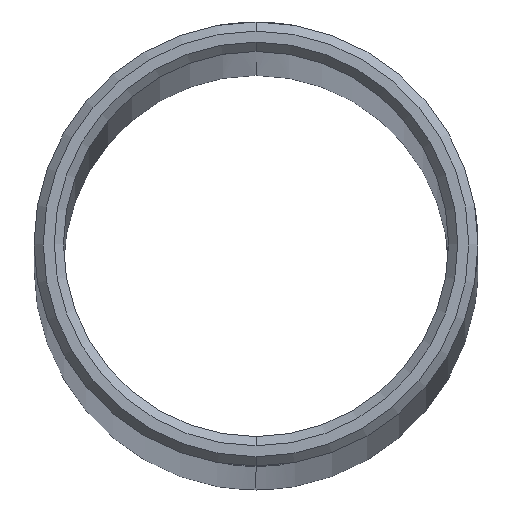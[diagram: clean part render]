
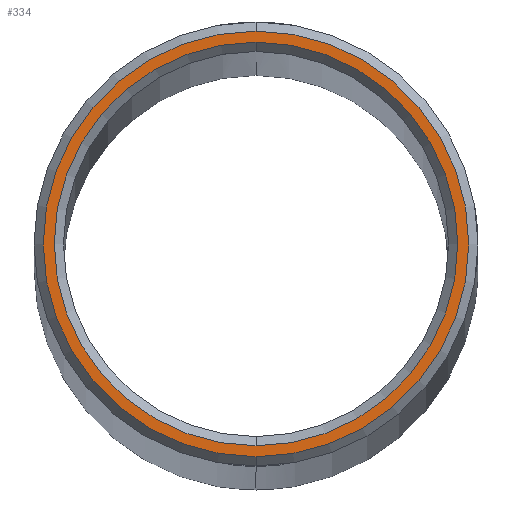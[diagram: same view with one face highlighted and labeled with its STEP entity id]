
A CAD part, top view. The second image highlights one B-rep face of the part: STEP entity #334.
In plain terms, the highlighted planar face has unit normal (0, 0, 1).
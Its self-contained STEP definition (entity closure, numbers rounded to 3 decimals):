
#22 = AXIS2_PLACEMENT_3D ( 'NONE', #1260, #543, #1375 ) ;
#62 = CIRCLE ( 'NONE', #938, 21.95 ) ;
#67 = EDGE_LOOP ( 'NONE', ( #162, #280 ) ) ;
#79 = CARTESIAN_POINT ( 'NONE',  ( 0., 0., 0. ) ) ;
#130 = ORIENTED_EDGE ( 'NONE', *, *, #435, .T. ) ;
#143 = VERTEX_POINT ( 'NONE', #392 ) ;
#148 = DIRECTION ( 'NONE',  ( 0., 0., -1. ) ) ;
#150 = PLANE ( 'NONE',  #882 ) ;
#162 = ORIENTED_EDGE ( 'NONE', *, *, #182, .T. ) ;
#177 = DIRECTION ( 'NONE',  ( 1., 0., 0. ) ) ;
#182 = EDGE_CURVE ( 'NONE', #811, #706, #1002, .T. ) ;
#196 = CARTESIAN_POINT ( 'NONE',  ( 0., 0., 0. ) ) ;
#203 = ORIENTED_EDGE ( 'NONE', *, *, #415, .T. ) ;
#280 = ORIENTED_EDGE ( 'NONE', *, *, #411, .T. ) ;
#334 = ADVANCED_FACE ( 'NONE', ( #1211, #568 ), #150, .T. ) ;
#384 = CARTESIAN_POINT ( 'NONE',  ( 0., 21.95, 0. ) ) ;
#392 = CARTESIAN_POINT ( 'NONE',  ( 0., 23.15, 0. ) ) ;
#411 = EDGE_CURVE ( 'NONE', #706, #811, #62, .T. ) ;
#413 = DIRECTION ( 'NONE',  ( 0., 0., 1. ) ) ;
#415 = EDGE_CURVE ( 'NONE', #1367, #143, #530, .T. ) ;
#435 = EDGE_CURVE ( 'NONE', #143, #1367, #499, .T. ) ;
#468 = AXIS2_PLACEMENT_3D ( 'NONE', #79, #770, #177 ) ;
#499 = CIRCLE ( 'NONE', #22, 23.15 ) ;
#530 = CIRCLE ( 'NONE', #468, 23.15 ) ;
#543 = DIRECTION ( 'NONE',  ( 0., 0., 1. ) ) ;
#568 = FACE_BOUND ( 'NONE', #67, .T. ) ;
#706 = VERTEX_POINT ( 'NONE', #384 ) ;
#770 = DIRECTION ( 'NONE',  ( 0., 0., 1. ) ) ;
#811 = VERTEX_POINT ( 'NONE', #868 ) ;
#868 = CARTESIAN_POINT ( 'NONE',  ( 0., -21.95, 0. ) ) ;
#882 = AXIS2_PLACEMENT_3D ( 'NONE', #1012, #413, #1130 ) ;
#938 = AXIS2_PLACEMENT_3D ( 'NONE', #1145, #1254, #997 ) ;
#997 = DIRECTION ( 'NONE',  ( 1., 0., 0. ) ) ;
#1002 = CIRCLE ( 'NONE', #1020, 21.95 ) ;
#1012 = CARTESIAN_POINT ( 'NONE',  ( 0., 0., 0. ) ) ;
#1019 = CARTESIAN_POINT ( 'NONE',  ( 0., -23.15, 0. ) ) ;
#1020 = AXIS2_PLACEMENT_3D ( 'NONE', #196, #148, #1370 ) ;
#1130 = DIRECTION ( 'NONE',  ( 1., 0., 0. ) ) ;
#1145 = CARTESIAN_POINT ( 'NONE',  ( 0., 0., 0. ) ) ;
#1211 = FACE_OUTER_BOUND ( 'NONE', #1214, .T. ) ;
#1214 = EDGE_LOOP ( 'NONE', ( #130, #203 ) ) ;
#1254 = DIRECTION ( 'NONE',  ( 0., 0., -1. ) ) ;
#1260 = CARTESIAN_POINT ( 'NONE',  ( 0., 0., 0. ) ) ;
#1367 = VERTEX_POINT ( 'NONE', #1019 ) ;
#1370 = DIRECTION ( 'NONE',  ( 1., 0., 0. ) ) ;
#1375 = DIRECTION ( 'NONE',  ( 1., 0., 0. ) ) ;
